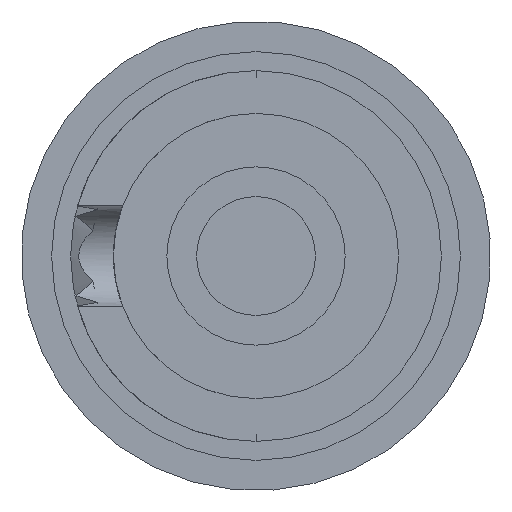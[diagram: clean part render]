
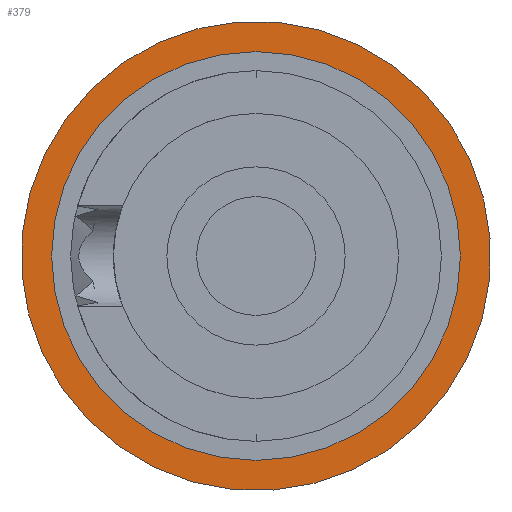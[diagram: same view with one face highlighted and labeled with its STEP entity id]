
A CAD part, left-side view. The second image highlights one B-rep face of the part: STEP entity #379.
In plain terms, the highlighted planar face has unit normal (-1, 0, 0).
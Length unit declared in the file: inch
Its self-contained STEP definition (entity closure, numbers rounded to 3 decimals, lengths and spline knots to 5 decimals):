
#379 = ADVANCED_FACE ( 'NONE', ( #1748, #1743 ), #1786, .T. ) ;
#380 = ORIENTED_EDGE ( 'NONE', *, *, #433, .T. ) ;
#389 = ORIENTED_EDGE ( 'NONE', *, *, #468, .T. ) ;
#393 = EDGE_CURVE ( 'NONE', #470, #469, #1824, .T. ) ;
#424 = EDGE_CURVE ( 'NONE', #425, #426, #1941, .T. ) ;
#425 = VERTEX_POINT ( 'NONE', #1936 ) ;
#426 = VERTEX_POINT ( 'NONE', #1935 ) ;
#433 = EDGE_CURVE ( 'NONE', #426, #425, #1923, .T. ) ;
#434 = ORIENTED_EDGE ( 'NONE', *, *, #424, .T. ) ;
#439 = EDGE_LOOP ( 'NONE', ( #380, #434 ) ) ;
#441 = ORIENTED_EDGE ( 'NONE', *, *, #393, .T. ) ;
#447 = EDGE_LOOP ( 'NONE', ( #441, #389 ) ) ;
#468 = EDGE_CURVE ( 'NONE', #469, #470, #2055, .T. ) ;
#469 = VERTEX_POINT ( 'NONE', #2051 ) ;
#470 = VERTEX_POINT ( 'NONE', #2050 ) ;
#1743 = FACE_OUTER_BOUND ( 'NONE', #447, .T. ) ;
#1748 = FACE_BOUND ( 'NONE', #439, .T. ) ;
#1782 = DIRECTION ( 'NONE',  ( 0., 0., 1. ) ) ;
#1783 = DIRECTION ( 'NONE',  ( -1., 0., 0. ) ) ;
#1784 = CARTESIAN_POINT ( 'NONE',  ( -0.31, 0., 0. ) ) ;
#1785 = AXIS2_PLACEMENT_3D ( 'NONE', #1784, #1783, #1782 ) ;
#1786 = PLANE ( 'NONE',  #1785 ) ;
#1821 = DIRECTION ( 'NONE',  ( 0., 0., 1. ) ) ;
#1822 = DIRECTION ( 'NONE',  ( -1., 0., 0. ) ) ;
#1823 = AXIS2_PLACEMENT_3D ( 'NONE', #1829, #1822, #1821 ) ;
#1824 = CIRCLE ( 'NONE', #1823, 0.1975 ) ;
#1829 = CARTESIAN_POINT ( 'NONE',  ( -0.31, 0., 0. ) ) ;
#1919 = DIRECTION ( 'NONE',  ( 0., 0., -1. ) ) ;
#1920 = DIRECTION ( 'NONE',  ( 1., 0., 0. ) ) ;
#1921 = CARTESIAN_POINT ( 'NONE',  ( -0.31, 0., 0. ) ) ;
#1922 = AXIS2_PLACEMENT_3D ( 'NONE', #1921, #1920, #1919 ) ;
#1923 = CIRCLE ( 'NONE', #1922, 0.14 ) ;
#1935 = CARTESIAN_POINT ( 'NONE',  ( -0.31, 0., -0.14 ) ) ;
#1936 = CARTESIAN_POINT ( 'NONE',  ( -0.31, 0., 0.14 ) ) ;
#1937 = DIRECTION ( 'NONE',  ( 0., 0., -1. ) ) ;
#1938 = DIRECTION ( 'NONE',  ( 1., 0., 0. ) ) ;
#1939 = CARTESIAN_POINT ( 'NONE',  ( -0.31, 0., 0. ) ) ;
#1940 = AXIS2_PLACEMENT_3D ( 'NONE', #1939, #1938, #1937 ) ;
#1941 = CIRCLE ( 'NONE', #1940, 0.14 ) ;
#2003 = CARTESIAN_POINT ( 'NONE',  ( -0.31, 0., 0. ) ) ;
#2050 = CARTESIAN_POINT ( 'NONE',  ( -0.31, 0., -0.1975 ) ) ;
#2051 = CARTESIAN_POINT ( 'NONE',  ( -0.31, 0., 0.1975 ) ) ;
#2052 = DIRECTION ( 'NONE',  ( 0., 0., 1. ) ) ;
#2053 = DIRECTION ( 'NONE',  ( -1., 0., 0. ) ) ;
#2054 = AXIS2_PLACEMENT_3D ( 'NONE', #2003, #2053, #2052 ) ;
#2055 = CIRCLE ( 'NONE', #2054, 0.1975 ) ;
